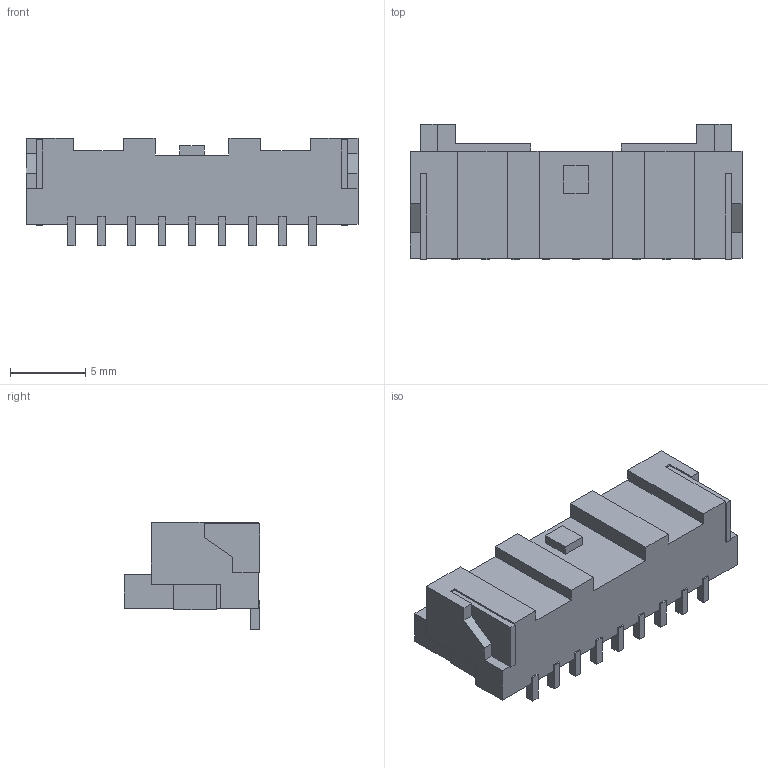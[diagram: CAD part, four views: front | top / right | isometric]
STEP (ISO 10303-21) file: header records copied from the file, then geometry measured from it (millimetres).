
FILE_DESCRIPTION (( 'STEP AP214' ), '1' );
FILE_NAME ('BM09B-PASS.STEP', '2014-02-28T07:39:03', ( 'JSTOEC' ), ( '' ), 'SwSTEP 2.0', 'SolidWorks 2005235', '' );
FILE_SCHEMA (( 'AUTOMOTIVE_DESIGN' ));
Length unit declared in the file: millimetre
Products named in the file (1): BM09B-PASS
Bounding box: 22 x 9 x 7.1 mm (x, y, z)
Volume: 600.7 mm3; surface area: 994.3 mm2
Topology: 1 solids, 1 shells, 192 faces, 534 edges, 354 vertices
Faces by surface type: plane 192
Entity records: 7364 total; most frequent: CARTESIAN_POINT 1081, ORIENTED_EDGE 1068, DIRECTION 920, EDGE_CURVE 534, LINE 534, VECTOR 534, VERTEX_POINT 354, EDGE_LOOP 202
